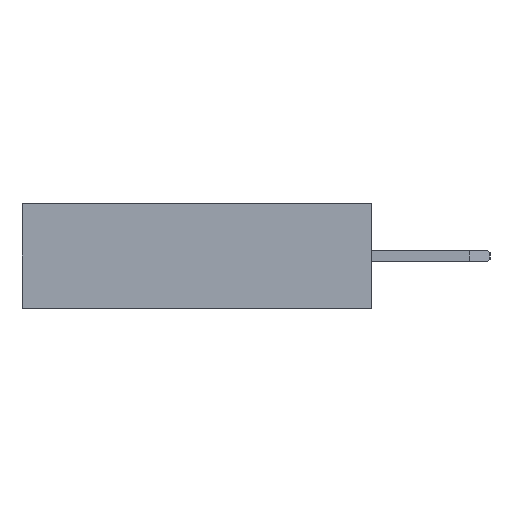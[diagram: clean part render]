
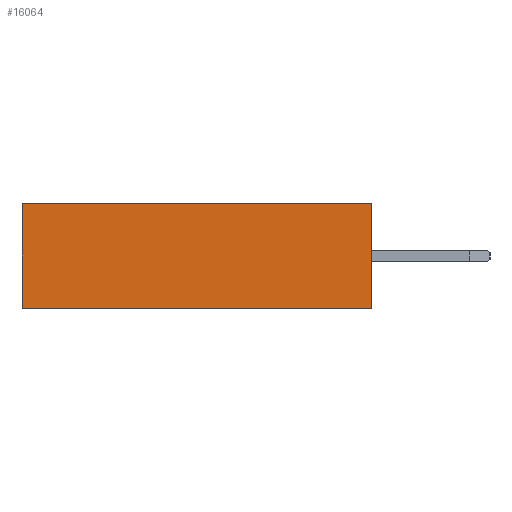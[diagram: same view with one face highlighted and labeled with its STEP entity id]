
A CAD part, left-side view. The second image highlights one B-rep face of the part: STEP entity #16064.
In plain terms, the highlighted planar face has unit normal (-1, 0, 0).
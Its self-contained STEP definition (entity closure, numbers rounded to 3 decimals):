
#11675=CARTESIAN_POINT('',(-25.275,4.25,-1.27));
#11676=VERTEX_POINT('',#11675);
#11686=CARTESIAN_POINT('',(-25.275,4.25,1.27));
#11687=VERTEX_POINT('',#11686);
#11688=CARTESIAN_POINT('',(-25.275,4.25,-1.27));
#11689=CARTESIAN_POINT('',(-25.275,4.25,-0.762));
#11690=CARTESIAN_POINT('',(-25.275,4.25,-0.254));
#11691=CARTESIAN_POINT('',(-25.275,4.25,0.254));
#11692=CARTESIAN_POINT('',(-25.275,4.25,0.762));
#11693=CARTESIAN_POINT('',(-25.275,4.25,1.27));
#11694=B_SPLINE_CURVE_WITH_KNOTS('',5,(#11688,#11689,#11690,#11691,#11692,#11693),.UNSPECIFIED.,.F.,.U.,(6,6),(0.,2.54),.UNSPECIFIED.);
#11695=EDGE_CURVE('',#11676,#11687,#11694,.T.);
#12949=CARTESIAN_POINT('',(-25.275,-4.25,-1.27));
#12950=VERTEX_POINT('',#12949);
#12960=CARTESIAN_POINT('',(-25.275,-4.25,-1.27));
#12961=CARTESIAN_POINT('',(-25.275,-2.55,-1.27));
#12962=CARTESIAN_POINT('',(-25.275,-0.85,-1.27));
#12963=CARTESIAN_POINT('',(-25.275,0.85,-1.27));
#12964=CARTESIAN_POINT('',(-25.275,2.55,-1.27));
#12965=CARTESIAN_POINT('',(-25.275,4.25,-1.27));
#12966=B_SPLINE_CURVE_WITH_KNOTS('',5,(#12960,#12961,#12962,#12963,#12964,#12965),.UNSPECIFIED.,.F.,.U.,(6,6),(0.,8.5),.UNSPECIFIED.);
#12967=EDGE_CURVE('',#12950,#11676,#12966,.T.);
#14364=CARTESIAN_POINT('',(-25.275,-4.25,1.27));
#14365=VERTEX_POINT('',#14364);
#14366=CARTESIAN_POINT('',(-25.275,4.25,1.27));
#14367=CARTESIAN_POINT('',(-25.275,2.55,1.27));
#14368=CARTESIAN_POINT('',(-25.275,0.85,1.27));
#14369=CARTESIAN_POINT('',(-25.275,-0.85,1.27));
#14370=CARTESIAN_POINT('',(-25.275,-2.55,1.27));
#14371=CARTESIAN_POINT('',(-25.275,-4.25,1.27));
#14372=B_SPLINE_CURVE_WITH_KNOTS('',5,(#14366,#14367,#14368,#14369,#14370,#14371),.UNSPECIFIED.,.F.,.U.,(6,6),(0.,8.5),.UNSPECIFIED.);
#14373=EDGE_CURVE('',#11687,#14365,#14372,.T.);
#16048=CARTESIAN_POINT('',(-25.275,-0.085,0.));
#16049=DIRECTION('',(0.,0.,1.));
#16050=DIRECTION('',(-1.,0.,0.));
#16051=AXIS2_PLACEMENT_3D('',#16048,#16050,#16049);
#16052=PLANE('',#16051);
#16053=CARTESIAN_POINT('',(-25.275,-4.25,1.27));
#16054=DIRECTION('',(0.,0.,-1.));
#16055=VECTOR('',#16054,2.54);
#16056=LINE('',#16053,#16055);
#16057=EDGE_CURVE('',#14365,#12950,#16056,.T.);
#16058=ORIENTED_EDGE('',*,*,#16057,.F.);
#16059=ORIENTED_EDGE('',*,*,#14373,.F.);
#16060=ORIENTED_EDGE('',*,*,#11695,.F.);
#16061=ORIENTED_EDGE('',*,*,#12967,.F.);
#16062=EDGE_LOOP('',(#16058,#16059,#16060,#16061));
#16063=FACE_OUTER_BOUND('',#16062,.T.);
#16064=ADVANCED_FACE('',(#16063),#16052,.T.);
